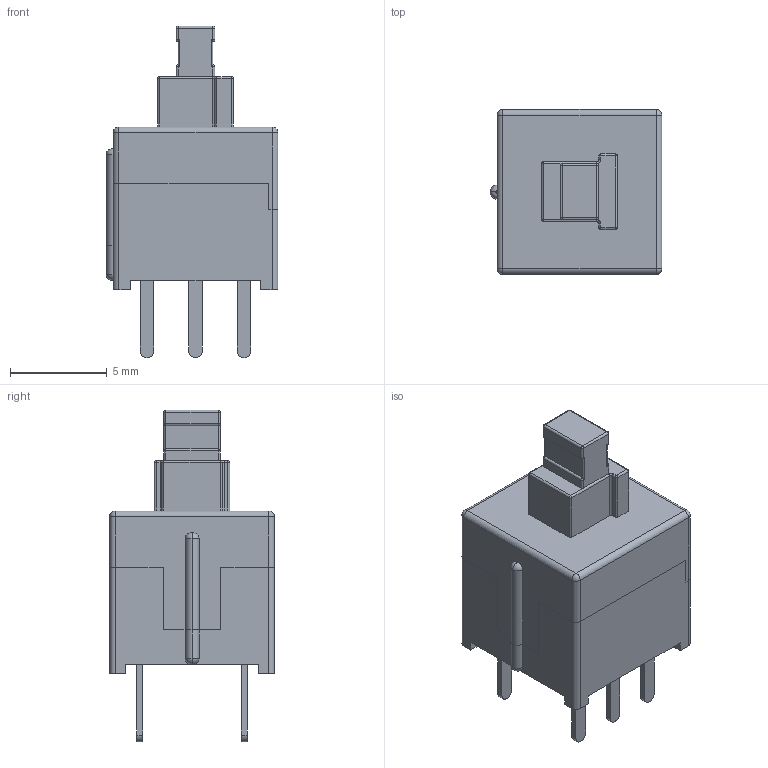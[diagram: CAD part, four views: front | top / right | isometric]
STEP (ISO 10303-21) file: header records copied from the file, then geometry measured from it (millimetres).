
FILE_DESCRIPTION (( 'STEP AP214' ), '1' );
FILE_NAME ('KEY-TH_6P-L8.5-W8.5-P2.54.step', '2022-07-02T15:46:00', ( '' ), ( '' ), 'SwSTEP 2.0', 'SolidWorks 2020', '' );
FILE_SCHEMA (( 'AUTOMOTIVE_DESIGN' ));
Length unit declared in the file: millimetre
Products named in the file (1): KEY-TH_6P-L8.5-W8.5-P2.54
Bounding box: 8.86 x 8.5 x 17.1 mm (x, y, z)
Volume: 625 mm3; surface area: 757.6 mm2
Topology: 2 solids, 2 shells, 421 faces, 1109 edges, 696 vertices
Faces by surface type: plane 223, bspline 98, cylinder 72, sphere 22, torus 6
Entity records: 17859 total; most frequent: CARTESIAN_POINT 3535, ORIENTED_EDGE 2174, DIRECTION 1667, EDGE_CURVE 1087, LINE 739, VECTOR 739, VERTEX_POINT 696, AXIS2_PLACEMENT_3D 464
